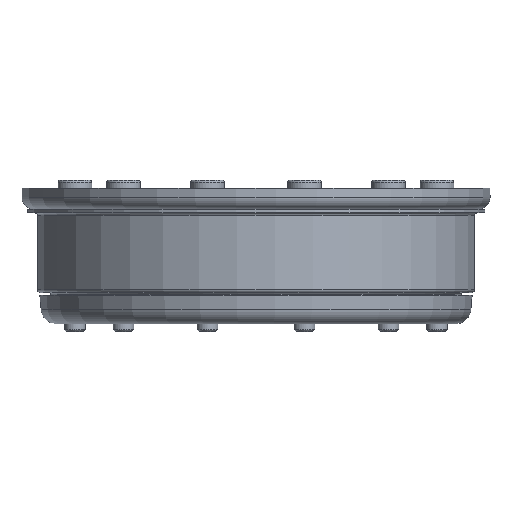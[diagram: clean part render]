
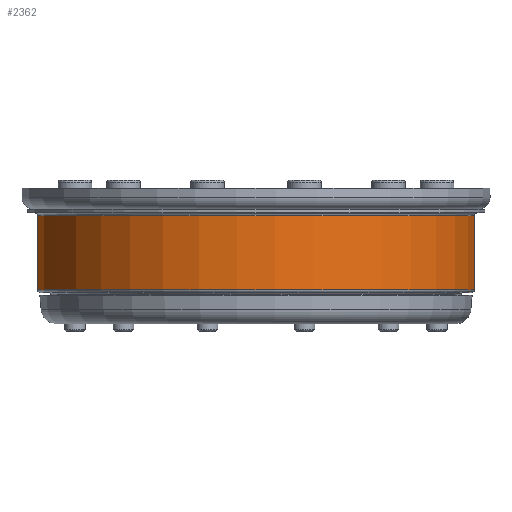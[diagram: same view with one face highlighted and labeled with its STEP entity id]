
A CAD part, front view. The second image highlights one B-rep face of the part: STEP entity #2362.
In plain terms, the highlighted cylindrical face has radius 84 mm (diameter 168 mm), a full revolution.
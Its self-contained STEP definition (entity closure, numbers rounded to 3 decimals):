
#2328=CARTESIAN_POINT('',(84.,0.,9.));
#2329=VERTEX_POINT('',#2328);
#2330=CARTESIAN_POINT('',(0.,0.,9.));
#2331=DIRECTION('',(0.0,0.0,-1.0));
#2332=DIRECTION('',(-1.0,0.0,0.0));
#2333=AXIS2_PLACEMENT_3D('',#2330,#2331,#2332);
#2334=CIRCLE('',#2333,84.);
#2335=EDGE_CURVE('',#2329,#2329,#2334,.T.);
#2343=CARTESIAN_POINT('',(0.,0.,0.0));
#2344=DIRECTION('',(0.0,0.0,1.0));
#2345=DIRECTION('',(-1.0,0.0,0.0));
#2346=AXIS2_PLACEMENT_3D('',#2343,#2344,#2345);
#2347=CYLINDRICAL_SURFACE('',#2346,84.);
#2348=CARTESIAN_POINT('',(84.,0.,37.5));
#2349=VERTEX_POINT('',#2348);
#2350=CARTESIAN_POINT('',(0.,0.,37.5));
#2351=DIRECTION('',(0.0,0.0,1.0));
#2352=DIRECTION('',(-1.0,0.0,0.0));
#2353=AXIS2_PLACEMENT_3D('',#2350,#2351,#2352);
#2354=CIRCLE('',#2353,84.);
#2355=EDGE_CURVE('',#2349,#2349,#2354,.T.);
#2356=ORIENTED_EDGE('',*,*,#2355,.F.);
#2357=EDGE_LOOP('',(#2356));
#2358=FACE_OUTER_BOUND('',#2357,.T.);
#2359=ORIENTED_EDGE('',*,*,#2335,.F.);
#2360=EDGE_LOOP('',(#2359));
#2361=FACE_BOUND('',#2360,.T.);
#2362=ADVANCED_FACE('',(#2358,#2361),#2347,.T.);
